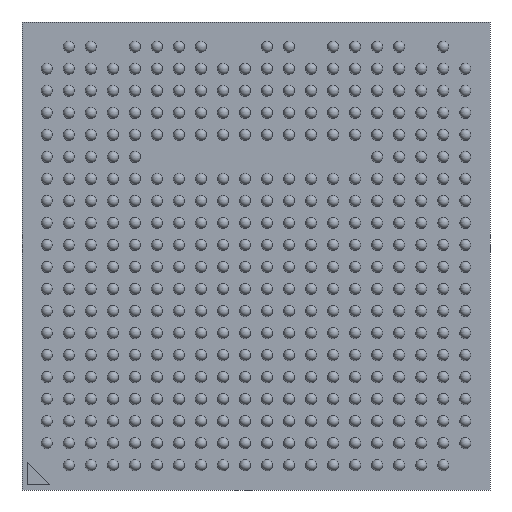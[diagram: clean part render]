
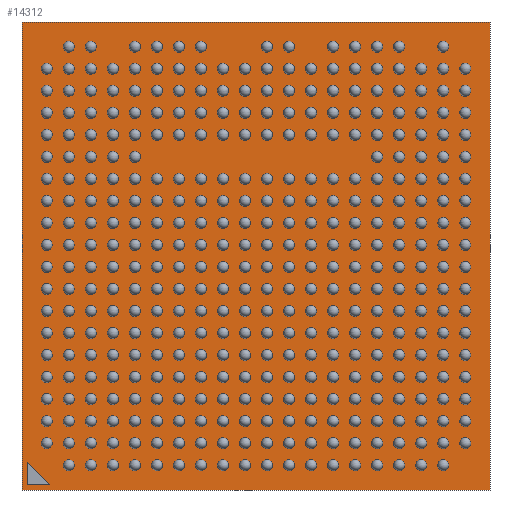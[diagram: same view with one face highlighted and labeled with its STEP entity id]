
A CAD part, front view. The second image highlights one B-rep face of the part: STEP entity #14312.
In plain terms, the highlighted planar face has unit normal (0, -1, 0).
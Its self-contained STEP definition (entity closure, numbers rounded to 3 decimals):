
#1945=PLANE('',#16651);
#2720=FACE_OUTER_BOUND('',#4258,.T.);
#4258=EDGE_LOOP('',(#10853,#10854,#10855,#10856));
#5789=LINE('',#25122,#6192);
#5793=LINE('',#25130,#6196);
#5796=LINE('',#25136,#6199);
#5799=LINE('',#25141,#6202);
#6192=VECTOR('',#19344,10.);
#6196=VECTOR('',#19350,10.);
#6199=VECTOR('',#19355,10.);
#6202=VECTOR('',#19360,10.);
#7741=VERTEX_POINT('',#25120);
#7742=VERTEX_POINT('',#25121);
#7745=VERTEX_POINT('',#25129);
#7747=VERTEX_POINT('',#25135);
#9282=EDGE_CURVE('',#7741,#7742,#5789,.T.);
#9286=EDGE_CURVE('',#7745,#7741,#5793,.T.);
#9289=EDGE_CURVE('',#7747,#7745,#5796,.T.);
#9292=EDGE_CURVE('',#7742,#7747,#5799,.T.);
#10853=ORIENTED_EDGE('',*,*,#9292,.F.);
#10854=ORIENTED_EDGE('',*,*,#9282,.F.);
#10855=ORIENTED_EDGE('',*,*,#9286,.F.);
#10856=ORIENTED_EDGE('',*,*,#9289,.F.);
#14312=ADVANCED_FACE('',(#2720),#1945,.F.);
#16651=AXIS2_PLACEMENT_3D('',#25144,#19364,#19365);
#19344=DIRECTION('',(1.,0.,0.));
#19350=DIRECTION('',(0.,0.,1.));
#19355=DIRECTION('',(-1.,0.,0.));
#19360=DIRECTION('',(0.,0.,-1.));
#19364=DIRECTION('center_axis',(0.,1.,0.));
#19365=DIRECTION('ref_axis',(1.,0.,0.));
#25120=CARTESIAN_POINT('',(-8.5,0.,8.5));
#25121=CARTESIAN_POINT('',(8.5,0.,8.5));
#25122=CARTESIAN_POINT('',(-8.5,0.,8.5));
#25129=CARTESIAN_POINT('',(-8.5,0.,-8.5));
#25130=CARTESIAN_POINT('',(-8.5,0.,-8.5));
#25135=CARTESIAN_POINT('',(8.5,0.,-8.5));
#25136=CARTESIAN_POINT('',(8.5,0.,-8.5));
#25141=CARTESIAN_POINT('',(8.5,0.,8.5));
#25144=CARTESIAN_POINT('Origin',(0.,0.,0.));
